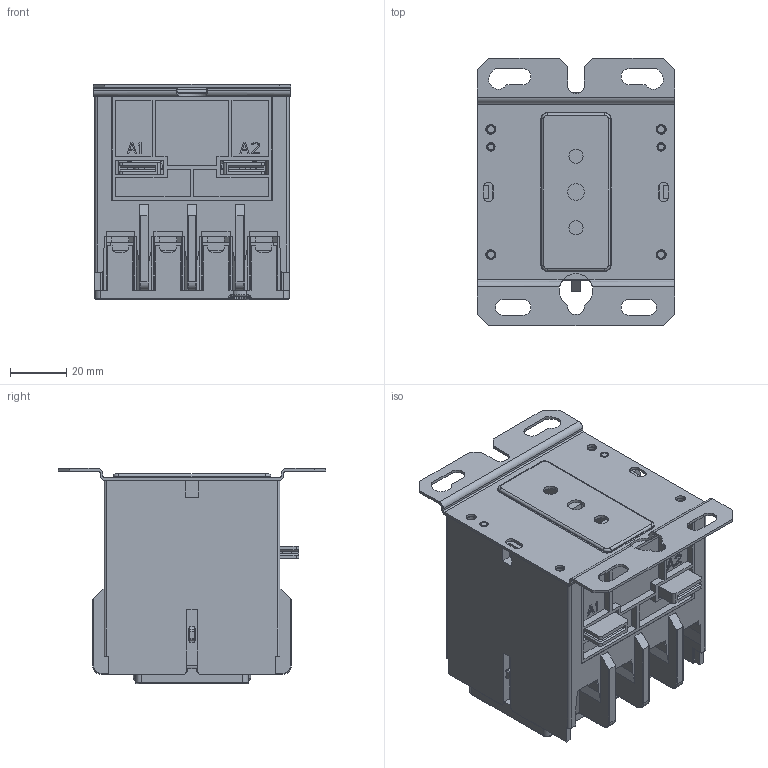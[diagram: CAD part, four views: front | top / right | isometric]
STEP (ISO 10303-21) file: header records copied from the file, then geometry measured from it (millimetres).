
FILE_DESCRIPTION((''),'2;1');
FILE_NAME('2HC_401_1006_ASM','2021-06-11T',('LESTER'),(''),'PRO/ENGINEER BY PARAMETRIC TECHNOLOGY CORPORATION, 2017170','PRO/ENGINEER BY PARAMETRIC TECHNOLOGY CORPORATION, 2017170','');
FILE_SCHEMA(('CONFIG_CONTROL_DESIGN'));
Products named in the file (11): 8HC_024_1003; 5HC_024_1002_1-4_ASM; 8HC_104_1003; 5HC_104_1003_1-4_ASM; 8HC_732_1003; 5HC_520_1004_ASM; 8HC_325_1002; 5HC_520_1005_ASM; 8HC_062_1002; 8HC_315_1003; 2HC_401_1006_ASM
Assembly tree (10 placements, depth 4):
  2HC_401_1006_ASM
    5HC_024_1002_1-4_ASM
      8HC_024_1003
    5HC_104_1003_1-4_ASM
      8HC_104_1003
    5HC_520_1005_ASM
      5HC_520_1004_ASM
        8HC_732_1003
      8HC_325_1002
    8HC_062_1002
    8HC_315_1003
Bounding box: 70 x 95 x 76.5 mm (x, y, z)
Surface area: 103652.3 mm2 (no closed solid volume)
Topology: 0 solids, 6 shells, 2755 faces, 7453 edges, 4767 vertices
Faces by surface type: plane 1733, cylinder 720, torus 158, cone 64, bspline 44, sphere 36
Entity records: 88333 total; most frequent: CARTESIAN_POINT 18219, ORIENTED_EDGE 14906, DIRECTION 14194, EDGE_CURVE 7453, VECTOR 5620, LINE 5620, VERTEX_POINT 4767, AXIS2_PLACEMENT_3D 4287
